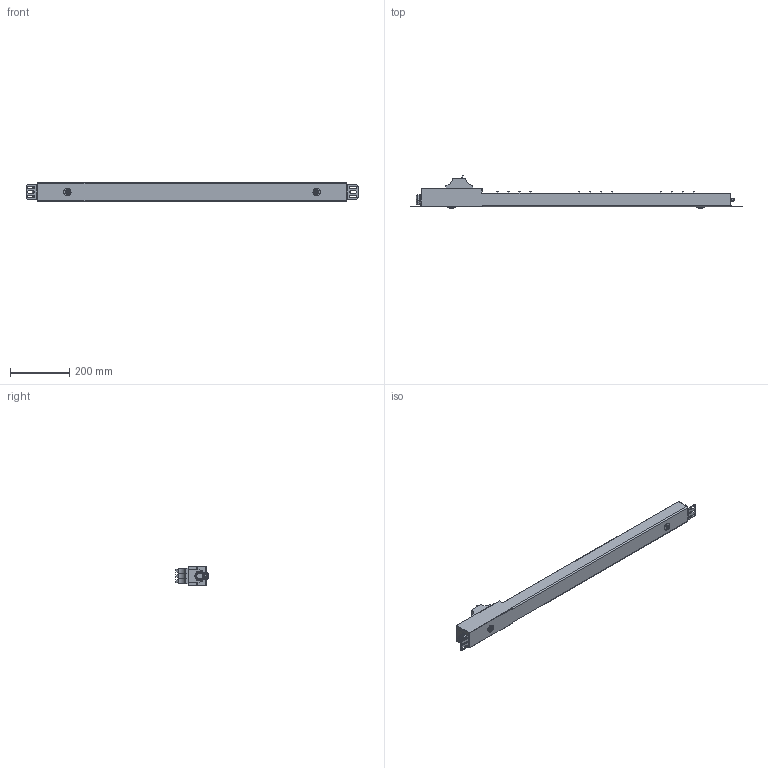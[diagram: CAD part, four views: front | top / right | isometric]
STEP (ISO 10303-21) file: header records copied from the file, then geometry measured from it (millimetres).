
FILE_DESCRIPTION((''),'2;1');
FILE_NAME('28-BS-PV-43-12C13-06D-13_ASM','2023-01-30T',('ROG TT'),(''),'PRO/ENGINEER BY PARAMETRIC TECHNOLOGY CORPORATION, 2001280','PRO/ENGINEER BY PARAMETRIC TECHNOLOGY CORPORATION, 2001280','');
FILE_SCHEMA(('CONFIG_CONTROL_DESIGN'));
Length unit declared in the file: millimetre
Products named in the file (8): 28-BS-PV-43-12C13-06D-13; PG25_GUAER; M6_LUOMAO; PG25_SUOTOU1; GUOER_HULU; PG25_GUAER_BANJIN; GER_E; 28-BS-PV-43-12C13-06D-13_ASM
Assembly tree (14 placements, depth 2):
  28-BS-PV-43-12C13-06D-13_ASM
    28-BS-PV-43-12C13-06D-13
    PG25_GUAER
    M6_LUOMAO  x2
    PG25_SUOTOU1
    GUOER_HULU  x2
    PG25_GUAER_BANJIN
    GER_E  x6
Bounding box: 1117 x 110.8 x 62.5 mm (x, y, z)
Volume: 3080158.9 mm3; surface area: 357880.3 mm2
Topology: 17 solids, 17 shells, 1713 faces, 4449 edges, 2899 vertices
Faces by surface type: plane 1002, cylinder 520, bspline 94, cone 66, torus 31
Entity records: 49221 total; most frequent: CARTESIAN_POINT 13256, ORIENTED_EDGE 7562, DIRECTION 7206, EDGE_CURVE 3781, VECTOR 2580, LINE 2580, VERTEX_POINT 2497, AXIS2_PLACEMENT_3D 2313
